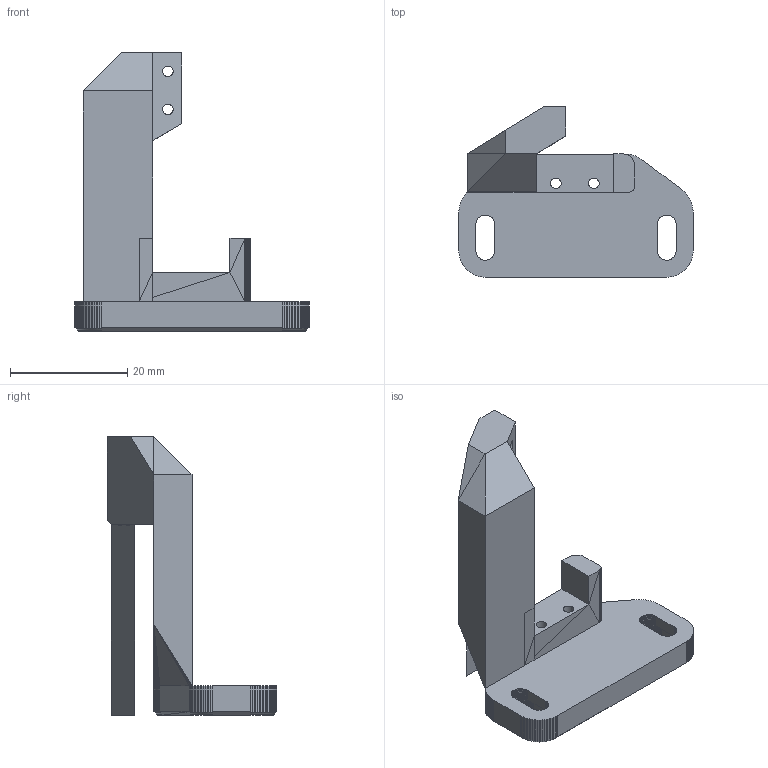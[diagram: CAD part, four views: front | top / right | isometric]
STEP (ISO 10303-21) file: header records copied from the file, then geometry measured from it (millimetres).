
FILE_DESCRIPTION(('FreeCAD Model'),'2;1');
FILE_NAME('Open CASCADE Shape Model','2024-05-21T21:16:31',(''),(''), 'Open CASCADE STEP processor 7.7','Ondsel','Unknown');
FILE_SCHEMA(('AUTOMOTIVE_DESIGN { 1 0 10303 214 1 1 1 1 }'));
Length unit declared in the file: millimetre
Products named in the file (3): Endstops_Assembly; Carrier; Support
Assembly tree (2 placements, depth 2):
  Endstops_Assembly
    Carrier
    Support
Bounding box: 39.96 x 29 x 47.5 mm (x, y, z)
Volume: 8263.6 mm3; surface area: 5037 mm2
Topology: 2 solids, 2 shells, 1523 faces, 2891 edges, 1372 vertices
Faces by surface type: plane 1519, cylinder 4
Full cylindrical faces by diameter (mm): 1.8 x4
Entity records: 35259 total; most frequent: DIRECTION 5934, CARTESIAN_POINT 5806, ORIENTED_EDGE 5782, EDGE_CURVE 2891, LINE 2866, VECTOR 2866, FACE_BOUND 1535, EDGE_LOOP 1535
